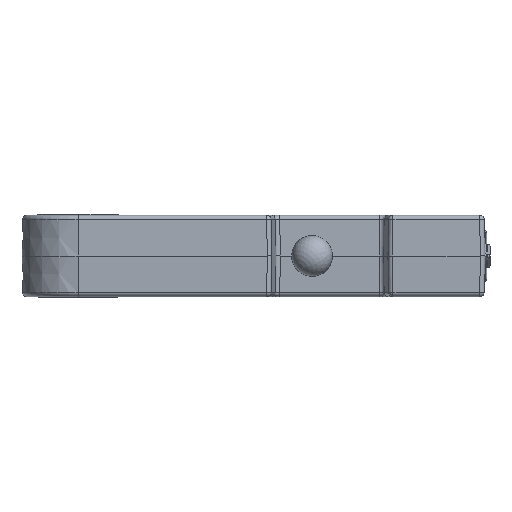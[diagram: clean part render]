
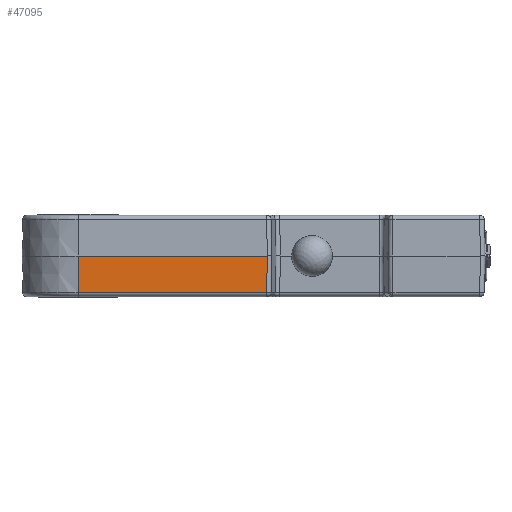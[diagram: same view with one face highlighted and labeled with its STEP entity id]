
A CAD part, left-side view. The second image highlights one B-rep face of the part: STEP entity #47095.
In plain terms, the highlighted planar face has unit normal (-1, 0, -0.018).
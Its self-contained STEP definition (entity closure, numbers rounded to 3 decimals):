
#8609 = CYLINDRICAL_SURFACE('',#8610,0.45);
#8610 = AXIS2_PLACEMENT_3D('',#8611,#8612,#8613);
#8611 = CARTESIAN_POINT('',(1.648,-33.032,-17.05));
#8612 = DIRECTION('',(0.,-1.,0.));
#8613 = DIRECTION('',(-0.701,0.,-0.713)
  );
#42254 = VERTEX_POINT('',#42255);
#42255 = CARTESIAN_POINT('',(1.198,-41.541,
    -17.058));
#42292 = CYLINDRICAL_SURFACE('',#42293,0.45);
#42293 = AXIS2_PLACEMENT_3D('',#42294,#42295,#42296);
#42294 = CARTESIAN_POINT('',(1.553,-41.621,
    -11.626));
#42295 = DIRECTION('',(0.017,0.015,
    -1.));
#42296 = DIRECTION('',(-0.766,-0.643,-0.023
    ));
#42373 = EDGE_CURVE('',#42374,#42254,#42376,.T.);
#42374 = VERTEX_POINT('',#42375);
#42375 = CARTESIAN_POINT('',(1.136,-41.593,-13.5));
#42376 = SURFACE_CURVE('',#42377,(#42381,#42388),.PCURVE_S1.);
#42377 = LINE('',#42378,#42379);
#42378 = CARTESIAN_POINT('',(1.103,-41.621,
    -11.634));
#42379 = VECTOR('',#42380,1.);
#42380 = DIRECTION('',(0.017,0.015,
    -1.));
#42381 = PCURVE('',#42292,#42382);
#42382 = DEFINITIONAL_REPRESENTATION('',(#42383),#42387);
#42383 = LINE('',#42384,#42385);
#42384 = CARTESIAN_POINT('',(0.698,0.));
#42385 = VECTOR('',#42386,1.);
#42386 = DIRECTION('',(0.,1.));
#42387 = ( GEOMETRIC_REPRESENTATION_CONTEXT(2) 
PARAMETRIC_REPRESENTATION_CONTEXT() REPRESENTATION_CONTEXT('2D SPACE',''
  ) );
#42388 = PCURVE('',#42389,#42394);
#42389 = PLANE('',#42390);
#42390 = AXIS2_PLACEMENT_3D('',#42391,#42392,#42393);
#42391 = CARTESIAN_POINT('',(1.101,-23.,-11.5));
#42392 = DIRECTION('',(-1.,0.,
    -0.017));
#42393 = DIRECTION('',(0.,-1.,0.));
#42394 = DEFINITIONAL_REPRESENTATION('',(#42395),#42399);
#42395 = LINE('',#42396,#42397);
#42396 = CARTESIAN_POINT('',(18.621,-0.134));
#42397 = VECTOR('',#42398,1.);
#42398 = DIRECTION('',(-0.015,-1.));
#42399 = ( GEOMETRIC_REPRESENTATION_CONTEXT(2) 
PARAMETRIC_REPRESENTATION_CONTEXT() REPRESENTATION_CONTEXT('2D SPACE',''
  ) );
#42650 = VERTEX_POINT('',#42651);
#42651 = CARTESIAN_POINT('',(1.198,-23.,-17.058));
#42710 = CONICAL_SURFACE('',#42711,5.525,0.017);
#42711 = AXIS2_PLACEMENT_3D('',#42712,#42713,#42714);
#42712 = CARTESIAN_POINT('',(6.661,-23.,-13.5));
#42713 = DIRECTION('',(0.,0.,1.));
#42714 = DIRECTION('',(-1.,0.,0.));
#42728 = EDGE_CURVE('',#42254,#42650,#42729,.T.);
#42729 = SURFACE_CURVE('',#42730,(#42734,#42741),.PCURVE_S1.);
#42730 = LINE('',#42731,#42732);
#42731 = CARTESIAN_POINT('',(1.198,-33.032,
    -17.058));
#42732 = VECTOR('',#42733,1.);
#42733 = DIRECTION('',(0.,1.,0.));
#42734 = PCURVE('',#8609,#42735);
#42735 = DEFINITIONAL_REPRESENTATION('',(#42736),#42740);
#42736 = LINE('',#42737,#42738);
#42737 = CARTESIAN_POINT('',(-0.777,0.));
#42738 = VECTOR('',#42739,1.);
#42739 = DIRECTION('',(0.,-1.));
#42740 = ( GEOMETRIC_REPRESENTATION_CONTEXT(2) 
PARAMETRIC_REPRESENTATION_CONTEXT() REPRESENTATION_CONTEXT('2D SPACE',''
  ) );
#42741 = PCURVE('',#42389,#42742);
#42742 = DEFINITIONAL_REPRESENTATION('',(#42743),#42747);
#42743 = LINE('',#42744,#42745);
#42744 = CARTESIAN_POINT('',(10.032,-5.558));
#42745 = VECTOR('',#42746,1.);
#42746 = DIRECTION('',(-1.,0.));
#42747 = ( GEOMETRIC_REPRESENTATION_CONTEXT(2) 
PARAMETRIC_REPRESENTATION_CONTEXT() REPRESENTATION_CONTEXT('2D SPACE',''
  ) );
#46218 = PLANE('',#46219);
#46219 = AXIS2_PLACEMENT_3D('',#46220,#46221,#46222);
#46220 = CARTESIAN_POINT('',(1.171,-23.,-11.5));
#46221 = DIRECTION('',(-1.,0.,
    0.017));
#46222 = DIRECTION('',(0.,-1.,0.));
#47050 = EDGE_CURVE('',#42650,#47051,#47053,.T.);
#47051 = VERTEX_POINT('',#47052);
#47052 = CARTESIAN_POINT('',(1.136,-23.,-13.5));
#47053 = SURFACE_CURVE('',#47054,(#47058,#47065),.PCURVE_S1.);
#47054 = LINE('',#47055,#47056);
#47055 = CARTESIAN_POINT('',(1.101,-23.,-11.5));
#47056 = VECTOR('',#47057,1.);
#47057 = DIRECTION('',(-0.017,0.,
    1.));
#47058 = PCURVE('',#42710,#47059);
#47059 = DEFINITIONAL_REPRESENTATION('',(#47060),#47064);
#47060 = LINE('',#47061,#47062);
#47061 = CARTESIAN_POINT('',(6.283,2.));
#47062 = VECTOR('',#47063,1.);
#47063 = DIRECTION('',(0.,1.));
#47064 = ( GEOMETRIC_REPRESENTATION_CONTEXT(2) 
PARAMETRIC_REPRESENTATION_CONTEXT() REPRESENTATION_CONTEXT('2D SPACE',''
  ) );
#47065 = PCURVE('',#42389,#47066);
#47066 = DEFINITIONAL_REPRESENTATION('',(#47067),#47071);
#47067 = LINE('',#47068,#47069);
#47068 = CARTESIAN_POINT('',(0.,0.));
#47069 = VECTOR('',#47070,1.);
#47070 = DIRECTION('',(0.,1.));
#47071 = ( GEOMETRIC_REPRESENTATION_CONTEXT(2) 
PARAMETRIC_REPRESENTATION_CONTEXT() REPRESENTATION_CONTEXT('2D SPACE',''
  ) );
#47095 = ADVANCED_FACE('',(#47096),#42389,.T.);
#47096 = FACE_BOUND('',#47097,.T.);
#47097 = EDGE_LOOP('',(#47098,#47099,#47100,#47121));
#47098 = ORIENTED_EDGE('',*,*,#42728,.F.);
#47099 = ORIENTED_EDGE('',*,*,#42373,.F.);
#47100 = ORIENTED_EDGE('',*,*,#47101,.T.);
#47101 = EDGE_CURVE('',#42374,#47051,#47102,.T.);
#47102 = SURFACE_CURVE('',#47103,(#47107,#47114),.PCURVE_S1.);
#47103 = LINE('',#47104,#47105);
#47104 = CARTESIAN_POINT('',(1.136,-41.971,-13.5));
#47105 = VECTOR('',#47106,1.);
#47106 = DIRECTION('',(0.,1.,0.));
#47107 = PCURVE('',#42389,#47108);
#47108 = DEFINITIONAL_REPRESENTATION('',(#47109),#47113);
#47109 = LINE('',#47110,#47111);
#47110 = CARTESIAN_POINT('',(18.971,-2.));
#47111 = VECTOR('',#47112,1.);
#47112 = DIRECTION('',(-1.,0.));
#47113 = ( GEOMETRIC_REPRESENTATION_CONTEXT(2) 
PARAMETRIC_REPRESENTATION_CONTEXT() REPRESENTATION_CONTEXT('2D SPACE',''
  ) );
#47114 = PCURVE('',#46218,#47115);
#47115 = DEFINITIONAL_REPRESENTATION('',(#47116),#47120);
#47116 = LINE('',#47117,#47118);
#47117 = CARTESIAN_POINT('',(18.971,-2.));
#47118 = VECTOR('',#47119,1.);
#47119 = DIRECTION('',(-1.,-0.));
#47120 = ( GEOMETRIC_REPRESENTATION_CONTEXT(2) 
PARAMETRIC_REPRESENTATION_CONTEXT() REPRESENTATION_CONTEXT('2D SPACE',''
  ) );
#47121 = ORIENTED_EDGE('',*,*,#47050,.F.);
